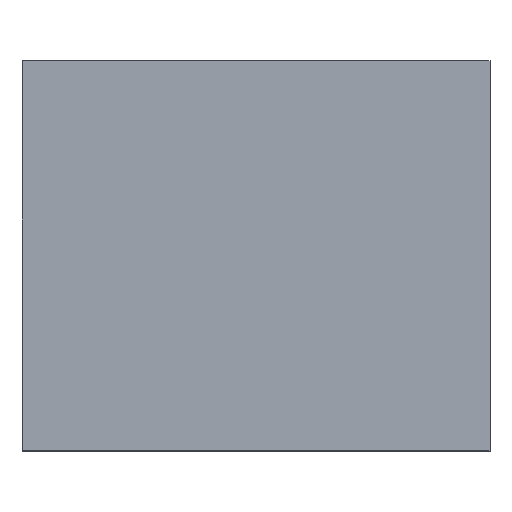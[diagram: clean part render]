
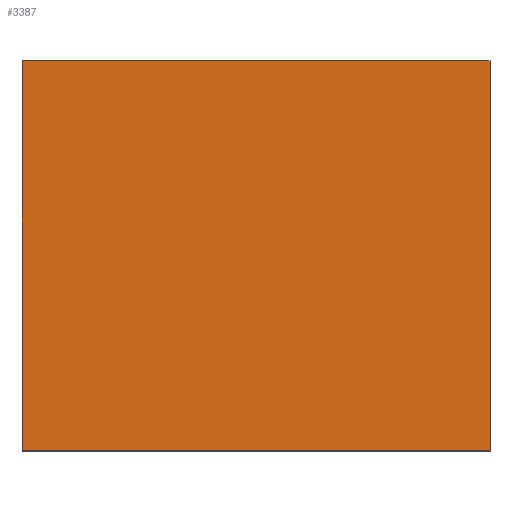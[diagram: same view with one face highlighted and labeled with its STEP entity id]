
A CAD part, top view. The second image highlights one B-rep face of the part: STEP entity #3387.
In plain terms, the highlighted planar face has unit normal (0, 0, 1).
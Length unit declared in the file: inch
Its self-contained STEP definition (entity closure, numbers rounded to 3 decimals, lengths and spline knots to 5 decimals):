
#32 = DIRECTION ( 'NONE',  ( 1., 0., 0. ) ) ;
#148 = VERTEX_POINT ( 'NONE', #1348 ) ;
#446 = DIRECTION ( 'NONE',  ( -1., 0., 0. ) ) ;
#842 = ORIENTED_EDGE ( 'NONE', *, *, #1973, .T. ) ;
#931 = EDGE_CURVE ( 'NONE', #3446, #8411, #4471, .T. ) ;
#1348 = CARTESIAN_POINT ( 'NONE',  ( 1.5, 0., 0. ) ) ;
#1480 = LINE ( 'NONE', #2836, #8673 ) ;
#1674 = VERTEX_POINT ( 'NONE', #6433 ) ;
#1973 = EDGE_CURVE ( 'NONE', #3446, #1674, #7307, .T. ) ;
#2103 = EDGE_CURVE ( 'NONE', #8411, #148, #1480, .T. ) ;
#2110 = VECTOR ( 'NONE', #2613, 39.37008 ) ;
#2417 = PLANE ( 'NONE',  #5380 ) ;
#2613 = DIRECTION ( 'NONE',  ( 0., -1., 0. ) ) ;
#2751 = LINE ( 'NONE', #7445, #3539 ) ;
#2836 = CARTESIAN_POINT ( 'NONE',  ( 1.5, 1.25, 0. ) ) ;
#2923 = ORIENTED_EDGE ( 'NONE', *, *, #4462, .T. ) ;
#3387 = ADVANCED_FACE ( 'NONE', ( #5878 ), #2417, .F. ) ;
#3446 = VERTEX_POINT ( 'NONE', #7815 ) ;
#3539 = VECTOR ( 'NONE', #32, 39.37008 ) ;
#4200 = DIRECTION ( 'NONE',  ( 0., -1., 0. ) ) ;
#4426 = DIRECTION ( 'NONE',  ( 1., 0., 0. ) ) ;
#4462 = EDGE_CURVE ( 'NONE', #1674, #148, #2751, .T. ) ;
#4471 = LINE ( 'NONE', #6399, #8145 ) ;
#4628 = CARTESIAN_POINT ( 'NONE',  ( 0., 1.25, 0. ) ) ;
#5380 = AXIS2_PLACEMENT_3D ( 'NONE', #6493, #8417, #446 ) ;
#5415 = ORIENTED_EDGE ( 'NONE', *, *, #931, .F. ) ;
#5827 = CARTESIAN_POINT ( 'NONE',  ( 1.5, 1.25, 0. ) ) ;
#5878 = FACE_OUTER_BOUND ( 'NONE', #8519, .T. ) ;
#6399 = CARTESIAN_POINT ( 'NONE',  ( 0., 1.25, 0. ) ) ;
#6433 = CARTESIAN_POINT ( 'NONE',  ( 0., 0., 0. ) ) ;
#6493 = CARTESIAN_POINT ( 'NONE',  ( 0., 1.25, 0. ) ) ;
#6700 = ORIENTED_EDGE ( 'NONE', *, *, #2103, .F. ) ;
#7307 = LINE ( 'NONE', #4628, #2110 ) ;
#7445 = CARTESIAN_POINT ( 'NONE',  ( 0., 0., 0. ) ) ;
#7815 = CARTESIAN_POINT ( 'NONE',  ( 0., 1.25, 0. ) ) ;
#8145 = VECTOR ( 'NONE', #4426, 39.37008 ) ;
#8411 = VERTEX_POINT ( 'NONE', #5827 ) ;
#8417 = DIRECTION ( 'NONE',  ( 0., 0., -1. ) ) ;
#8519 = EDGE_LOOP ( 'NONE', ( #2923, #6700, #5415, #842 ) ) ;
#8673 = VECTOR ( 'NONE', #4200, 39.37008 ) ;
